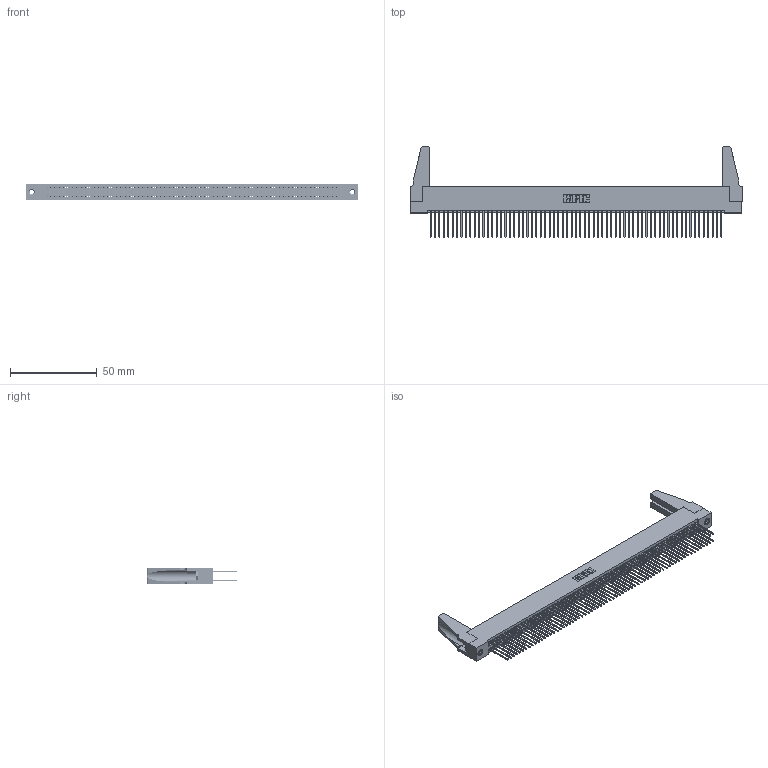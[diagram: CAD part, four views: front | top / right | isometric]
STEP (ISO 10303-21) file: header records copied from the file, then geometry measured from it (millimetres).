
FILE_DESCRIPTION (( 'STEP AP203' ), '1' );
FILE_NAME ('345-134-540-288.STEP', '2019-11-08T02:00:36', ( '' ), ( '' ), 'SwSTEP 2.0', 'SolidWorks 2016', '' );
FILE_SCHEMA (( 'CONFIG_CONTROL_DESIGN' ));
Length unit declared in the file: inch
Products named in the file (5): 345 Part_Flush Mounting Lugs - 0.156 Dia-TH; 345-134-540-288; 345-250-001_345-250-001-102; 345-292-001_345-293-140; 345-220-078_345-220-088
Assembly tree (139 placements, depth 2):
  345-134-540-288
    345 Part_Flush Mounting Lugs - 0.156 Dia-TH
    345-292-001_345-293-140  x134
    345-250-001_345-250-001-102  x2
    345-220-078_345-220-088  x2
Bounding box: 191.41 x 51.99 x 9.4 mm (x, y, z)
Volume: 22586.7 mm3; surface area: 34542.4 mm2
Topology: 139 solids, 139 shells, 6950 faces, 20621 edges, 13558 vertices
Faces by surface type: plane 4574, cylinder 2360, cone 12, torus 4
Entity records: 51370 total; most frequent: CARTESIAN_POINT 8582, ORIENTED_EDGE 8476, DIRECTION 7542, EDGE_CURVE 4238, LINE 3796, VECTOR 3796, VERTEX_POINT 2818, AXIS2_PLACEMENT_3D 1873
